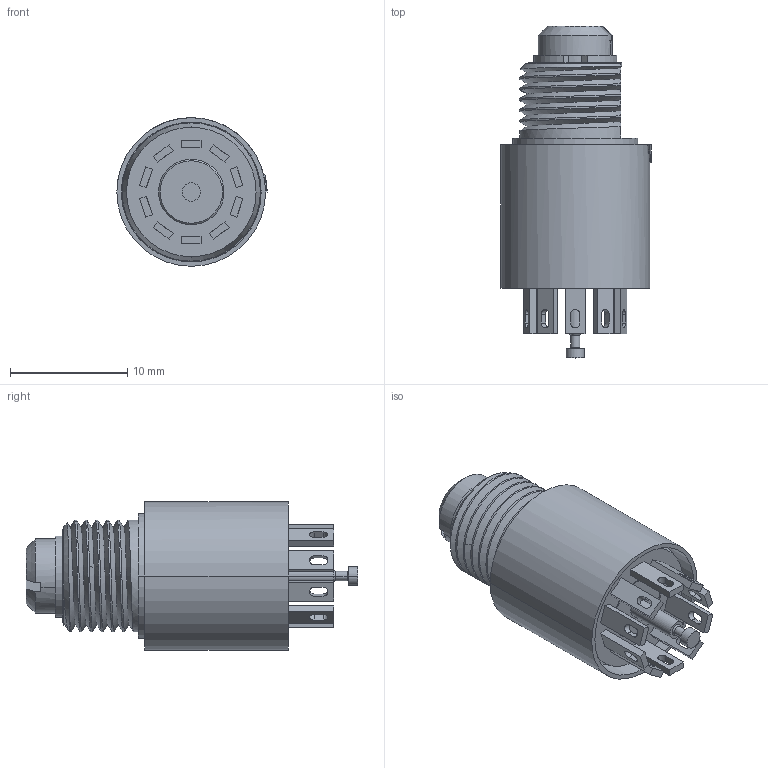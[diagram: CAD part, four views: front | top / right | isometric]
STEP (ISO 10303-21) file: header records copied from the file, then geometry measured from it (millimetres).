
FILE_DESCRIPTION((''),'2;1');
FILE_NAME('50KMB36-01-1-XX','2010-02-05T',('Administrator'),(''),'PRO/ENGINEER BY PARAMETRIC TECHNOLOGY CORPORATION, 2006200','PRO/ENGINEER BY PARAMETRIC TECHNOLOGY CORPORATION, 2006200','');
FILE_SCHEMA(('CONFIG_CONTROL_DESIGN'));
Length unit declared in the file: inch
Products named in the file (1): 50KMB36-01-1-XX
Bounding box: 12.83 x 28.35 x 12.7 mm (x, y, z)
Volume: 1123.5 mm3; surface area: 2642 mm2
Topology: 2 solids, 2 shells, 353 faces, 928 edges, 612 vertices
Faces by surface type: plane 230, cylinder 87, cone 16, bspline 16, torus 4
Entity records: 15674 total; most frequent: CARTESIAN_POINT 4413, ORIENTED_EDGE 1856, DIRECTION 1737, EDGE_CURVE 928, VECTOR 645, LINE 645, VERTEX_POINT 612, AXIS2_PLACEMENT_3D 546
